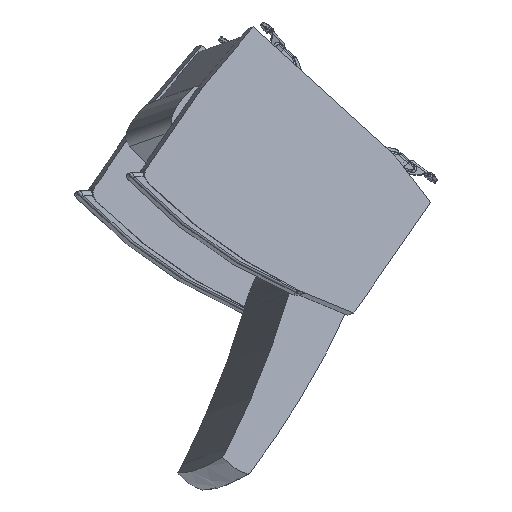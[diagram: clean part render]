
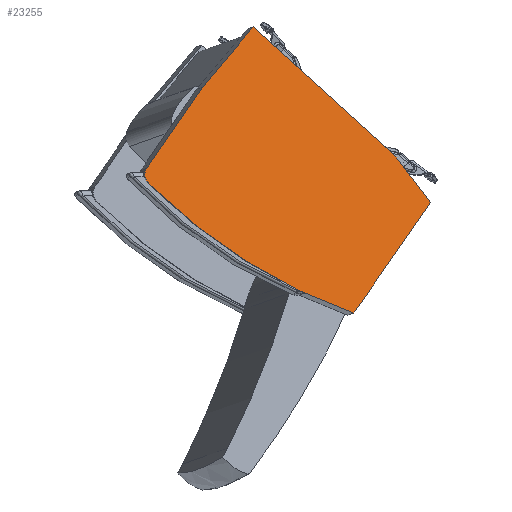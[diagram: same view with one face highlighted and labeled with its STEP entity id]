
A CAD part, left-side view. The second image highlights one B-rep face of the part: STEP entity #23255.
In plain terms, the highlighted face is planar.
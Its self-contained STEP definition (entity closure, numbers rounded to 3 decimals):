
#2985=CIRCLE('',#25844,1.25);
#2987=CIRCLE('',#25847,60.25);
#2989=CIRCLE('',#25850,60.25);
#2991=CIRCLE('',#25856,3.);
#4819=FACE_OUTER_BOUND('',#6109,.T.);
#6109=EDGE_LOOP('',(#21582,#21583,#21584,#21585,#21586,#21587,#21588,#21589,
#21590,#21591,#21592));
#7954=LINE('',#48776,#9582);
#7958=LINE('',#48784,#9586);
#7961=LINE('',#48790,#9589);
#7964=LINE('',#48796,#9592);
#7970=LINE('',#48820,#9598);
#7973=LINE('',#48826,#9601);
#7976=LINE('',#48832,#9604);
#9582=VECTOR('',#32346,0.394);
#9586=VECTOR('',#32352,0.394);
#9589=VECTOR('',#32357,0.394);
#9592=VECTOR('',#32362,0.394);
#9598=VECTOR('',#32388,0.394);
#9601=VECTOR('',#32393,0.394);
#9604=VECTOR('',#32398,0.394);
#11642=VERTEX_POINT('',#48774);
#11643=VERTEX_POINT('',#48775);
#11646=VERTEX_POINT('',#48783);
#11648=VERTEX_POINT('',#48789);
#11650=VERTEX_POINT('',#48795);
#11652=VERTEX_POINT('',#48801);
#11654=VERTEX_POINT('',#48807);
#11656=VERTEX_POINT('',#48813);
#11658=VERTEX_POINT('',#48819);
#11660=VERTEX_POINT('',#48825);
#11662=VERTEX_POINT('',#48831);
#14942=EDGE_CURVE('',#11642,#11643,#7954,.T.);
#14946=EDGE_CURVE('',#11643,#11646,#7958,.T.);
#14949=EDGE_CURVE('',#11646,#11648,#7961,.T.);
#14952=EDGE_CURVE('',#11648,#11650,#7964,.T.);
#14955=EDGE_CURVE('',#11650,#11652,#2985,.T.);
#14958=EDGE_CURVE('',#11652,#11654,#2987,.T.);
#14961=EDGE_CURVE('',#11654,#11656,#2989,.T.);
#14964=EDGE_CURVE('',#11656,#11658,#7970,.T.);
#14967=EDGE_CURVE('',#11658,#11660,#7973,.T.);
#14970=EDGE_CURVE('',#11660,#11662,#7976,.T.);
#14973=EDGE_CURVE('',#11662,#11642,#2991,.T.);
#21582=ORIENTED_EDGE('',*,*,#14942,.T.);
#21583=ORIENTED_EDGE('',*,*,#14946,.T.);
#21584=ORIENTED_EDGE('',*,*,#14949,.T.);
#21585=ORIENTED_EDGE('',*,*,#14952,.T.);
#21586=ORIENTED_EDGE('',*,*,#14955,.T.);
#21587=ORIENTED_EDGE('',*,*,#14958,.T.);
#21588=ORIENTED_EDGE('',*,*,#14961,.T.);
#21589=ORIENTED_EDGE('',*,*,#14964,.T.);
#21590=ORIENTED_EDGE('',*,*,#14967,.T.);
#21591=ORIENTED_EDGE('',*,*,#14970,.T.);
#21592=ORIENTED_EDGE('',*,*,#14973,.T.);
#21987=PLANE('',#25859);
#23255=ADVANCED_FACE('',(#4819),#21987,.T.);
#25844=AXIS2_PLACEMENT_3D('',#48802,#32367,#32368);
#25847=AXIS2_PLACEMENT_3D('',#48808,#32374,#32375);
#25850=AXIS2_PLACEMENT_3D('',#48814,#32381,#32382);
#25856=AXIS2_PLACEMENT_3D('',#48837,#32403,#32404);
#25859=AXIS2_PLACEMENT_3D('',#48840,#32409,#32410);
#32346=DIRECTION('',(1.,0.001,0.));
#32352=DIRECTION('',(-0.014,1.,0.));
#32357=DIRECTION('',(-0.11,0.994,0.));
#32362=DIRECTION('',(-0.106,0.994,0.));
#32367=DIRECTION('center_axis',(0.,0.,1.));
#32368=DIRECTION('ref_axis',(-0.988,-0.154,0.));
#32374=DIRECTION('center_axis',(0.,0.,1.));
#32375=DIRECTION('ref_axis',(-0.055,-0.998,0.));
#32381=DIRECTION('center_axis',(0.,0.,1.));
#32382=DIRECTION('ref_axis',(-0.04,-0.999,0.));
#32388=DIRECTION('',(0.106,-0.994,0.));
#32393=DIRECTION('',(0.106,-0.994,0.));
#32398=DIRECTION('',(0.983,-0.184,0.));
#32403=DIRECTION('center_axis',(0.,0.,1.));
#32404=DIRECTION('ref_axis',(0.184,0.983,0.));
#32409=DIRECTION('center_axis',(0.,0.,1.));
#32410=DIRECTION('ref_axis',(1.,0.,0.));
#48774=CARTESIAN_POINT('',(12.578,-30.83,3.));
#48775=CARTESIAN_POINT('',(33.501,-30.818,3.));
#48776=CARTESIAN_POINT('',(25.754,-30.822,3.));
#48783=CARTESIAN_POINT('',(33.38,-21.968,3.));
#48784=CARTESIAN_POINT('',(33.352,-19.88,3.));
#48789=CARTESIAN_POINT('',(32.223,-11.504,3.));
#48790=CARTESIAN_POINT('',(32.492,-13.936,3.));
#48795=CARTESIAN_POINT('',(32.169,-10.998,3.));
#48796=CARTESIAN_POINT('',(32.459,-13.713,3.));
#48801=CARTESIAN_POINT('',(30.995,-9.942,3.));
#48802=CARTESIAN_POINT('Origin',(30.934,-11.19,3.));
#48807=CARTESIAN_POINT('',(30.374,-9.911,3.));
#48808=CARTESIAN_POINT('Origin',(27.682,-70.101,3.));
#48813=CARTESIAN_POINT('',(4.41,-14.669,3.));
#48814=CARTESIAN_POINT('Origin',(27.989,-70.114,3.));
#48819=CARTESIAN_POINT('',(4.582,-16.282,3.));
#48820=CARTESIAN_POINT('',(4.748,-17.839,3.));
#48825=CARTESIAN_POINT('',(6.009,-29.65,3.));
#48826=CARTESIAN_POINT('',(5.462,-24.523,3.));
#48831=CARTESIAN_POINT('',(12.022,-30.778,3.));
#48832=CARTESIAN_POINT('',(13.752,-31.103,3.));
#48837=CARTESIAN_POINT('Origin',(12.575,-27.83,3.));
#48840=CARTESIAN_POINT('Origin',(18.,-18.,3.));
